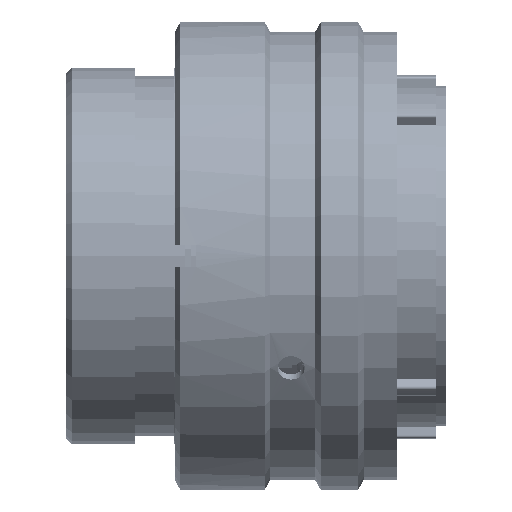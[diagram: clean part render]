
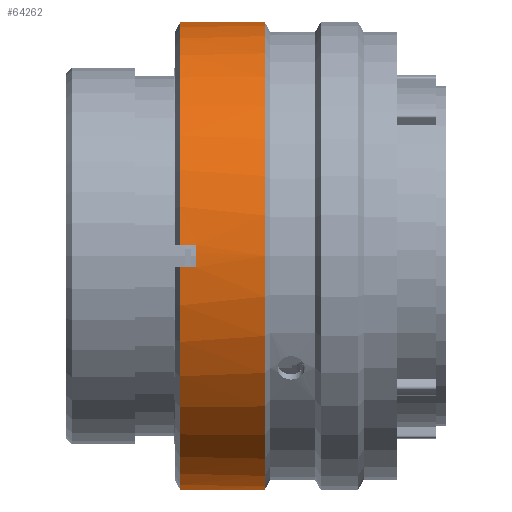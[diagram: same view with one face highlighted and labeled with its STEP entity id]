
A CAD part, front view. The second image highlights one B-rep face of the part: STEP entity #64262.
In plain terms, the highlighted cylindrical face has radius 20.6 mm (diameter 41.2 mm), a partial arc.
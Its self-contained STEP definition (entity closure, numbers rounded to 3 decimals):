
#4324 = AXIS2_PLACEMENT_3D ( 'NONE', #76574, #114093, #40704 ) ;
#5083 = VERTEX_POINT ( 'NONE', #189833 ) ;
#5782 = CARTESIAN_POINT ( 'NONE',  ( 10.02, -1., 20.576 ) ) ;
#7489 = DIRECTION ( 'NONE',  ( 1., 0., 0. ) ) ;
#11443 = VERTEX_POINT ( 'NONE', #203366 ) ;
#14877 = EDGE_CURVE ( 'NONE', #99212, #5083, #100397, .T. ) ;
#15070 = EDGE_CURVE ( 'NONE', #210419, #11443, #171618, .T. ) ;
#21480 = CIRCLE ( 'NONE', #225996, 20.6 ) ;
#24529 = CARTESIAN_POINT ( 'NONE',  ( 29.07, 0., 0. ) ) ;
#25941 = CARTESIAN_POINT ( 'NONE',  ( 11.42, -1., 20.576 ) ) ;
#27267 = CARTESIAN_POINT ( 'NONE',  ( 11.42, 0., 0. ) ) ;
#30732 = EDGE_CURVE ( 'NONE', #127849, #227620, #37797, .T. ) ;
#31040 = VERTEX_POINT ( 'NONE', #193265 ) ;
#31413 = DIRECTION ( 'NONE',  ( 1., 0., 0. ) ) ;
#31873 = CARTESIAN_POINT ( 'NONE',  ( 10.02, -20.576, -1. ) ) ;
#36054 = CYLINDRICAL_SURFACE ( 'NONE', #162539, 20.6 ) ;
#37797 = LINE ( 'NONE', #53473, #63325 ) ;
#40452 = VECTOR ( 'NONE', #143419, 1000. ) ;
#40704 = DIRECTION ( 'NONE',  ( 0., 0., -1. ) ) ;
#42409 = ORIENTED_EDGE ( 'NONE', *, *, #150158, .T. ) ;
#45112 = EDGE_LOOP ( 'NONE', ( #102850, #79140, #163004, #229910, #228534, #106981, #42409, #185505, #226800, #163106, #187264, #197855 ) ) ;
#45599 = DIRECTION ( 'NONE',  ( 0., 0., 1. ) ) ;
#48786 = LINE ( 'NONE', #92598, #54488 ) ;
#53473 = CARTESIAN_POINT ( 'NONE',  ( 29.07, -1., 20.576 ) ) ;
#54488 = VECTOR ( 'NONE', #112517, 1000. ) ;
#62301 = LINE ( 'NONE', #67833, #125083 ) ;
#63325 = VECTOR ( 'NONE', #196206, 1000. ) ;
#64262 = ADVANCED_FACE ( 'NONE', ( #78864 ), #36054, .T. ) ;
#67481 = VERTEX_POINT ( 'NONE', #31873 ) ;
#67833 = CARTESIAN_POINT ( 'NONE',  ( 29.07, -20.576, -1. ) ) ;
#71244 = DIRECTION ( 'NONE',  ( 1., 0., 0. ) ) ;
#74124 = EDGE_CURVE ( 'NONE', #11443, #130446, #135018, .T. ) ;
#76574 = CARTESIAN_POINT ( 'NONE',  ( 10.02, 0., 0. ) ) ;
#77015 = EDGE_CURVE ( 'NONE', #195448, #122881, #147438, .T. ) ;
#78864 = FACE_OUTER_BOUND ( 'NONE', #45112, .T. ) ;
#79140 = ORIENTED_EDGE ( 'NONE', *, *, #163699, .T. ) ;
#79531 = DIRECTION ( 'NONE',  ( 0., 0., -1. ) ) ;
#80024 = EDGE_CURVE ( 'NONE', #5083, #121355, #143371, .T. ) ;
#80323 = EDGE_CURVE ( 'NONE', #130446, #121355, #48786, .T. ) ;
#85583 = CARTESIAN_POINT ( 'NONE',  ( 11.42, 0., 20.6 ) ) ;
#92598 = CARTESIAN_POINT ( 'NONE',  ( 29.07, 0., -20.6 ) ) ;
#97114 = CARTESIAN_POINT ( 'NONE',  ( 17.44, 0., 0. ) ) ;
#98341 = DIRECTION ( 'NONE',  ( 0., 0., -1. ) ) ;
#99212 = VERTEX_POINT ( 'NONE', #85583 ) ;
#100397 = LINE ( 'NONE', #144992, #40452 ) ;
#102654 = DIRECTION ( 'NONE',  ( 0., 0., 1. ) ) ;
#102850 = ORIENTED_EDGE ( 'NONE', *, *, #14877, .F. ) ;
#106981 = ORIENTED_EDGE ( 'NONE', *, *, #126630, .T. ) ;
#112517 = DIRECTION ( 'NONE',  ( 1., 0., 0. ) ) ;
#114093 = DIRECTION ( 'NONE',  ( 1., 0., 0. ) ) ;
#114363 = CARTESIAN_POINT ( 'NONE',  ( 11.42, -20.576, 1. ) ) ;
#115416 = DIRECTION ( 'NONE',  ( 0., 0., -1. ) ) ;
#118528 = AXIS2_PLACEMENT_3D ( 'NONE', #97114, #170477, #115416 ) ;
#120550 = DIRECTION ( 'NONE',  ( -1., 0., 0. ) ) ;
#121355 = VERTEX_POINT ( 'NONE', #174138 ) ;
#122881 = VERTEX_POINT ( 'NONE', #114363 ) ;
#125083 = VECTOR ( 'NONE', #120550, 1000. ) ;
#126630 = EDGE_CURVE ( 'NONE', #122881, #31040, #21480, .T. ) ;
#127849 = VERTEX_POINT ( 'NONE', #25941 ) ;
#128186 = CARTESIAN_POINT ( 'NONE',  ( 29.07, -1., -20.576 ) ) ;
#130446 = VERTEX_POINT ( 'NONE', #216098 ) ;
#134044 = EDGE_CURVE ( 'NONE', #227620, #195448, #220522, .T. ) ;
#135018 = CIRCLE ( 'NONE', #182125, 20.6 ) ;
#135957 = VECTOR ( 'NONE', #71244, 1000. ) ;
#143371 = CIRCLE ( 'NONE', #118528, 20.6 ) ;
#143419 = DIRECTION ( 'NONE',  ( 1., 0., 0. ) ) ;
#144992 = CARTESIAN_POINT ( 'NONE',  ( 29.07, 0., 20.6 ) ) ;
#147316 = DIRECTION ( 'NONE',  ( 1., 0., 0. ) ) ;
#147438 = LINE ( 'NONE', #175271, #135957 ) ;
#148781 = VECTOR ( 'NONE', #147316, 1000. ) ;
#149611 = AXIS2_PLACEMENT_3D ( 'NONE', #193419, #211599, #102654 ) ;
#150158 = EDGE_CURVE ( 'NONE', #31040, #67481, #62301, .T. ) ;
#155147 = CIRCLE ( 'NONE', #149611, 20.6 ) ;
#158972 = DIRECTION ( 'NONE',  ( 0., 0., 1. ) ) ;
#162539 = AXIS2_PLACEMENT_3D ( 'NONE', #24529, #205423, #79531 ) ;
#163004 = ORIENTED_EDGE ( 'NONE', *, *, #30732, .T. ) ;
#163106 = ORIENTED_EDGE ( 'NONE', *, *, #74124, .T. ) ;
#163699 = EDGE_CURVE ( 'NONE', #99212, #127849, #155147, .T. ) ;
#170477 = DIRECTION ( 'NONE',  ( 1., 0., 0. ) ) ;
#171618 = LINE ( 'NONE', #128186, #148781 ) ;
#172500 = CARTESIAN_POINT ( 'NONE',  ( 10.02, 0., 0. ) ) ;
#174138 = CARTESIAN_POINT ( 'NONE',  ( 17.44, 0., -20.6 ) ) ;
#175271 = CARTESIAN_POINT ( 'NONE',  ( 29.07, -20.576, 1. ) ) ;
#182125 = AXIS2_PLACEMENT_3D ( 'NONE', #231239, #31413, #158972 ) ;
#185505 = ORIENTED_EDGE ( 'NONE', *, *, #234724, .T. ) ;
#186910 = CARTESIAN_POINT ( 'NONE',  ( 10.02, -1., -20.576 ) ) ;
#187264 = ORIENTED_EDGE ( 'NONE', *, *, #80323, .T. ) ;
#189833 = CARTESIAN_POINT ( 'NONE',  ( 17.44, 0., 20.6 ) ) ;
#189868 = DIRECTION ( 'NONE',  ( 1., 0., 0. ) ) ;
#190365 = CARTESIAN_POINT ( 'NONE',  ( 10.02, -20.576, 1. ) ) ;
#193265 = CARTESIAN_POINT ( 'NONE',  ( 11.42, -20.576, -1. ) ) ;
#193419 = CARTESIAN_POINT ( 'NONE',  ( 11.42, 0., 0. ) ) ;
#195448 = VERTEX_POINT ( 'NONE', #190365 ) ;
#196206 = DIRECTION ( 'NONE',  ( -1., 0., 0. ) ) ;
#197446 = CIRCLE ( 'NONE', #4324, 20.6 ) ;
#197855 = ORIENTED_EDGE ( 'NONE', *, *, #80024, .F. ) ;
#203366 = CARTESIAN_POINT ( 'NONE',  ( 11.42, -1., -20.576 ) ) ;
#205423 = DIRECTION ( 'NONE',  ( 1., 0., 0. ) ) ;
#210419 = VERTEX_POINT ( 'NONE', #186910 ) ;
#211599 = DIRECTION ( 'NONE',  ( 1., 0., 0. ) ) ;
#216098 = CARTESIAN_POINT ( 'NONE',  ( 11.42, 0., -20.6 ) ) ;
#216698 = AXIS2_PLACEMENT_3D ( 'NONE', #172500, #7489, #98341 ) ;
#220522 = CIRCLE ( 'NONE', #216698, 20.6 ) ;
#225996 = AXIS2_PLACEMENT_3D ( 'NONE', #27267, #189868, #45599 ) ;
#226800 = ORIENTED_EDGE ( 'NONE', *, *, #15070, .T. ) ;
#227620 = VERTEX_POINT ( 'NONE', #5782 ) ;
#228534 = ORIENTED_EDGE ( 'NONE', *, *, #77015, .T. ) ;
#229910 = ORIENTED_EDGE ( 'NONE', *, *, #134044, .T. ) ;
#231239 = CARTESIAN_POINT ( 'NONE',  ( 11.42, 0., 0. ) ) ;
#234724 = EDGE_CURVE ( 'NONE', #67481, #210419, #197446, .T. ) ;
